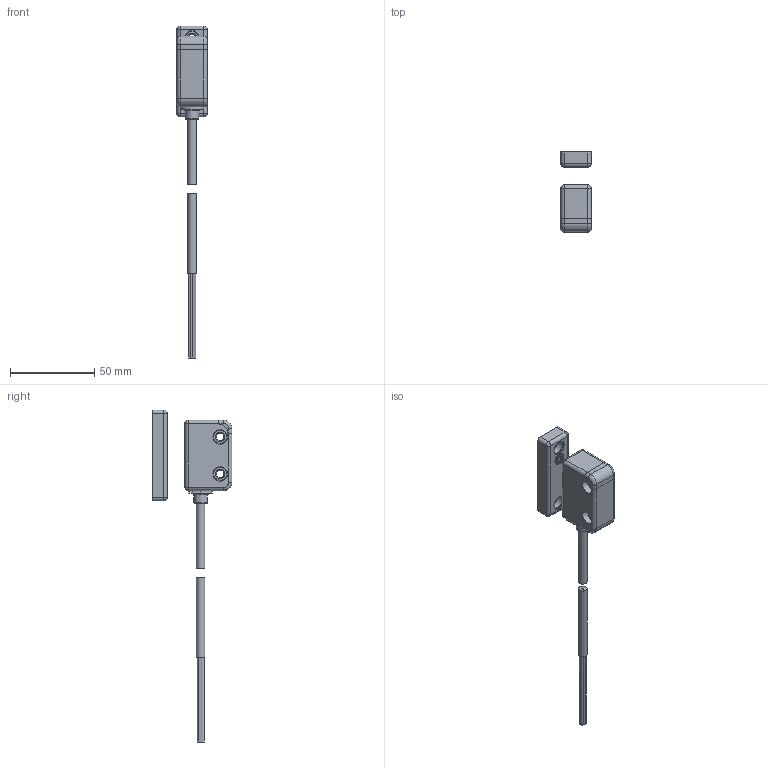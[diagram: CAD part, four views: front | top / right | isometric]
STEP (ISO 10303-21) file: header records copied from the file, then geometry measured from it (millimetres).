
FILE_DESCRIPTION(/* description */ (''),/* implementation_level */ '2;1');
FILE_NAME(/* name */ 'RRFID_SLIM_COMBO_CABLE_8P.stp',/* time_stamp */ '2024-09-16T09:34:44+02:00',/* author */ ('frigo'),/* organization */ ('Elobau GmbH & Co. KG'),/* preprocessor_version */ 'ST-DEVELOPER v20',/* originating_system */ 'AutoCAD Mechanical',/* authorisation */ '');
FILE_SCHEMA (('AUTOMOTIVE_DESIGN { 1 0 10303 214 3 1 1 }'));
Length unit declared in the file: millimetre
Products named in the file (16): Product; *S2; *S5; *S4; *S7; *S6; *S9; *S8; *S14; *S13; *S16; *S15; *S18; *S17; *S20; *S19
Assembly tree (15 placements, depth 3):
  Product
    *S2
    *S5
      *S4
    *S7
      *S6
    *S9
      *S8
    *S14
      *S13
    *S16
      *S15
    *S18
      *S17
    *S20
      *S19
Bounding box: 18 x 47.58 x 197.49 mm (x, y, z)
Volume: 16246.9 mm3; surface area: 21095.5 mm2
Topology: 17 solids, 17 shells, 533 faces, 1238 edges, 734 vertices
Faces by surface type: cylinder 216, plane 204, torus 51, sphere 40, cone 22
Full cylindrical faces by diameter (mm): 1 x2, 1.256 x8, 1.5 x1, 2 x2, 3 x1, 3.3 x1, 4 x1, 4.5 x4, 4.8 x1, 5 x3, 6 x1, 6.5 x2, 6.7 x1, 7 x4, 7.2 x1, 8 x2, 8.2 x16, 8.7 x8, 9 x1, 9.2 x1
Entity records: 15434 total; most frequent: DIRECTION 2878, CARTESIAN_POINT 2727, ORIENTED_EDGE 2388, EDGE_CURVE 1194, AXIS2_PLACEMENT_3D 1139, VERTEX_POINT 734, LINE 600, VECTOR 600
